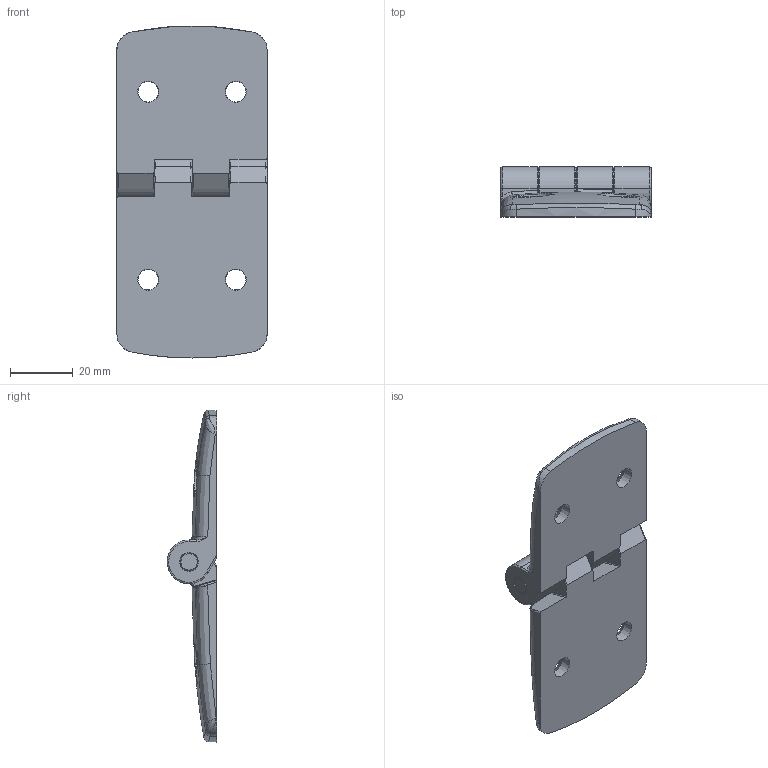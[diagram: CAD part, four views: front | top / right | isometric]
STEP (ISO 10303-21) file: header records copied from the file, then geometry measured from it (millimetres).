
FILE_DESCRIPTION (( 'STEP AP214' ), '1' );
FILE_NAME ('095k5060f00.STEP', '2014-08-26T08:17:08', ( '' ), ( '' ), 'SwSTEP 2.0', 'SolidWorks 2014', '' );
FILE_SCHEMA (( 'AUTOMOTIVE_DESIGN' ));
Length unit declared in the file: millimetre
Products named in the file (1): 095k5060f00
Bounding box: 48 x 15.9 x 106 mm (x, y, z)
Volume: 33836.6 mm3; surface area: 17120.1 mm2
Topology: 7 solids, 7 shells, 411 faces, 1040 edges, 629 vertices
Faces by surface type: plane 196, cylinder 115, bspline 80, cone 20
Entity records: 19934 total; most frequent: CARTESIAN_POINT 6109, ORIENTED_EDGE 2056, DIRECTION 1777, EDGE_CURVE 1028, AXIS2_PLACEMENT_3D 669, VERTEX_POINT 629, LINE 439, VECTOR 439
